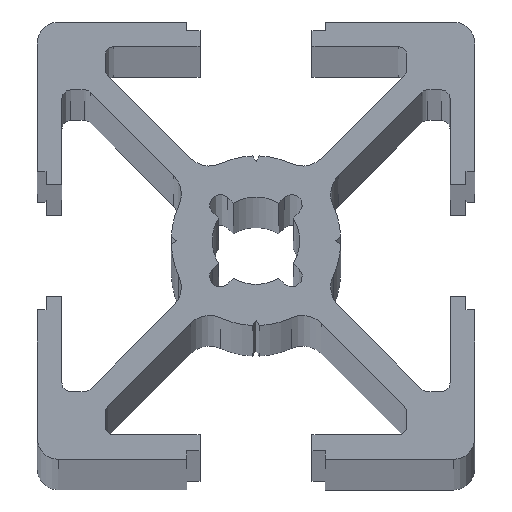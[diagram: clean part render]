
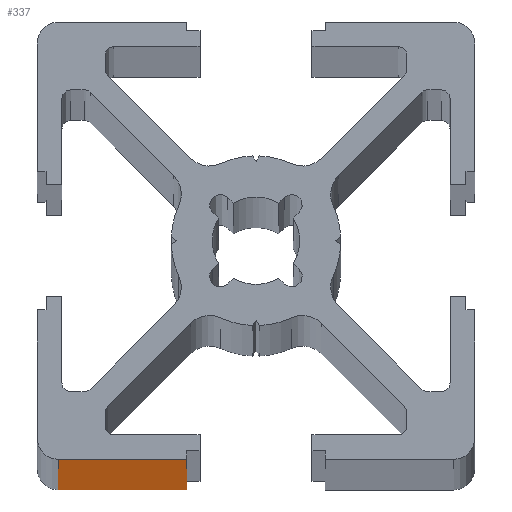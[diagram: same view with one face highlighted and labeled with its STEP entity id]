
A CAD part, top view. The second image highlights one B-rep face of the part: STEP entity #337.
In plain terms, the highlighted planar face has unit normal (0, -1, 0).
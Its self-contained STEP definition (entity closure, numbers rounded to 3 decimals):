
#20 = CARTESIAN_POINT ( 'NONE',  ( -11.3, -12.5, 1000. ) ) ;
#43 = FACE_OUTER_BOUND ( 'NONE', #3489, .T. ) ;
#54 = ORIENTED_EDGE ( 'NONE', *, *, #1161, .F. ) ;
#233 = LINE ( 'NONE', #20, #882 ) ;
#303 = CARTESIAN_POINT ( 'NONE',  ( -3.95, -12.5, 1000. ) ) ;
#337 = ADVANCED_FACE ( 'NONE', ( #43 ), #1158, .F. ) ;
#404 = CARTESIAN_POINT ( 'NONE',  ( -11.3, -12.5, 0. ) ) ;
#432 = LINE ( 'NONE', #404, #1974 ) ;
#569 = VECTOR ( 'NONE', #926, 1000. ) ;
#659 = EDGE_CURVE ( 'NONE', #2534, #1551, #432, .T. ) ;
#713 = DIRECTION ( 'NONE',  ( 1., 0., 0. ) ) ;
#755 = CARTESIAN_POINT ( 'NONE',  ( -11.3, -12.5, 1000. ) ) ;
#846 = DIRECTION ( 'NONE',  ( 0., 1., 0. ) ) ;
#882 = VECTOR ( 'NONE', #2603, 1000. ) ;
#926 = DIRECTION ( 'NONE',  ( 0., 0., -1. ) ) ;
#1027 = VERTEX_POINT ( 'NONE', #3517 ) ;
#1061 = CARTESIAN_POINT ( 'NONE',  ( -11.3, -12.5, 1000. ) ) ;
#1158 = PLANE ( 'NONE',  #2821 ) ;
#1161 = EDGE_CURVE ( 'NONE', #2245, #1027, #233, .T. ) ;
#1551 = VERTEX_POINT ( 'NONE', #3100 ) ;
#1974 = VECTOR ( 'NONE', #713, 1000. ) ;
#2043 = DIRECTION ( 'NONE',  ( 0., 0., -1. ) ) ;
#2079 = ORIENTED_EDGE ( 'NONE', *, *, #659, .T. ) ;
#2245 = VERTEX_POINT ( 'NONE', #755 ) ;
#2307 = LINE ( 'NONE', #303, #569 ) ;
#2534 = VERTEX_POINT ( 'NONE', #4170 ) ;
#2603 = DIRECTION ( 'NONE',  ( 1., 0., 0. ) ) ;
#2806 = CARTESIAN_POINT ( 'NONE',  ( -11.3, -12.5, 1000. ) ) ;
#2821 = AXIS2_PLACEMENT_3D ( 'NONE', #2806, #846, #3132 ) ;
#3009 = VECTOR ( 'NONE', #2043, 1000. ) ;
#3100 = CARTESIAN_POINT ( 'NONE',  ( -3.95, -12.5, 0. ) ) ;
#3112 = LINE ( 'NONE', #1061, #3009 ) ;
#3132 = DIRECTION ( 'NONE',  ( 0., 0., 1. ) ) ;
#3147 = EDGE_CURVE ( 'NONE', #1027, #1551, #2307, .T. ) ;
#3436 = EDGE_CURVE ( 'NONE', #2245, #2534, #3112, .T. ) ;
#3489 = EDGE_LOOP ( 'NONE', ( #2079, #3871, #54, #3861 ) ) ;
#3517 = CARTESIAN_POINT ( 'NONE',  ( -3.95, -12.5, 1000. ) ) ;
#3861 = ORIENTED_EDGE ( 'NONE', *, *, #3436, .T. ) ;
#3871 = ORIENTED_EDGE ( 'NONE', *, *, #3147, .F. ) ;
#4170 = CARTESIAN_POINT ( 'NONE',  ( -11.3, -12.5, 0. ) ) ;
